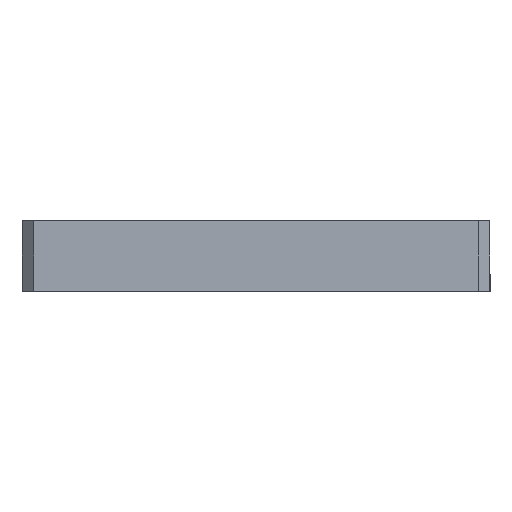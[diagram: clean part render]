
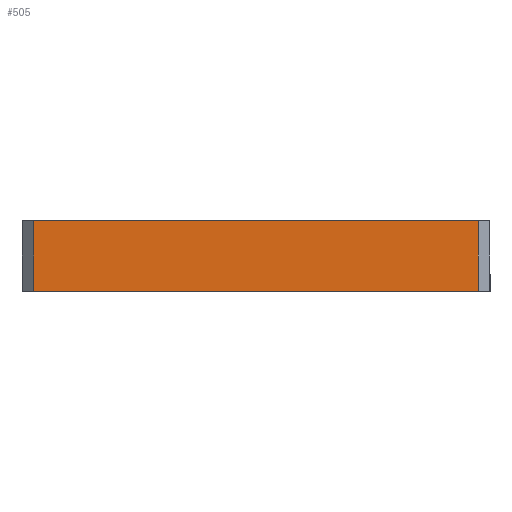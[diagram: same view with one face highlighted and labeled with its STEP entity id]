
A CAD part, left-side view. The second image highlights one B-rep face of the part: STEP entity #505.
In plain terms, the highlighted planar face has unit normal (-1, 0, 0).
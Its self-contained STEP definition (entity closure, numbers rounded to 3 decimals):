
#1 = VERTEX_POINT ( 'NONE', #99 ) ;
#12 = EDGE_LOOP ( 'NONE', ( #86, #90, #36, #88 ) ) ;
#15 = VERTEX_POINT ( 'NONE', #112 ) ;
#31 = VERTEX_POINT ( 'NONE', #94 ) ;
#32 = VERTEX_POINT ( 'NONE', #96 ) ;
#36 = ORIENTED_EDGE ( 'NONE', *, *, #499, .F. ) ;
#86 = ORIENTED_EDGE ( 'NONE', *, *, #492, .T. ) ;
#88 = ORIENTED_EDGE ( 'NONE', *, *, #382, .T. ) ;
#90 = ORIENTED_EDGE ( 'NONE', *, *, #488, .T. ) ;
#94 = CARTESIAN_POINT ( 'NONE',  ( -106.5, -9.5, 0. ) ) ;
#96 = CARTESIAN_POINT ( 'NONE',  ( -106.5, -9.5, 3. ) ) ;
#99 = CARTESIAN_POINT ( 'NONE',  ( -106.5, 9.5, 3. ) ) ;
#112 = CARTESIAN_POINT ( 'NONE',  ( -106.5, 9.5, 0. ) ) ;
#135 = LINE ( 'NONE', #136, #411 ) ;
#136 = CARTESIAN_POINT ( 'NONE',  ( -106.5, 9.5, 3. ) ) ;
#137 = DIRECTION ( 'NONE',  ( 0., 0., -1. ) ) ;
#209 = DIRECTION ( 'NONE',  ( 0., 0., 1. ) ) ;
#217 = DIRECTION ( 'NONE',  ( 0., -1., 0. ) ) ;
#224 = LINE ( 'NONE', #225, #461 ) ;
#225 = CARTESIAN_POINT ( 'NONE',  ( -106.5, 10., 0. ) ) ;
#228 = LINE ( 'NONE', #229, #407 ) ;
#229 = CARTESIAN_POINT ( 'NONE',  ( -106.5, -9.5, 3. ) ) ;
#239 = CARTESIAN_POINT ( 'NONE',  ( -106.5, 10., 3. ) ) ;
#245 = CARTESIAN_POINT ( 'NONE',  ( -106.5, 10., 3. ) ) ;
#250 = PLANE ( 'NONE',  #429 ) ;
#251 = FACE_OUTER_BOUND ( 'NONE', #12, .T. ) ;
#260 = DIRECTION ( 'NONE',  ( 0., -1., 0. ) ) ;
#273 = DIRECTION ( 'NONE',  ( 0., 0., -1. ) ) ;
#279 = LINE ( 'NONE', #245, #453 ) ;
#284 = DIRECTION ( 'NONE',  ( 1., 0., 0. ) ) ;
#382 = EDGE_CURVE ( 'NONE', #1, #15, #135, .T. ) ;
#407 = VECTOR ( 'NONE', #209, 1000. ) ;
#411 = VECTOR ( 'NONE', #137, 1000. ) ;
#429 = AXIS2_PLACEMENT_3D ( 'NONE', #239, #284, #273 ) ;
#453 = VECTOR ( 'NONE', #260, 1000. ) ;
#461 = VECTOR ( 'NONE', #217, 1000. ) ;
#488 = EDGE_CURVE ( 'NONE', #31, #32, #228, .T. ) ;
#492 = EDGE_CURVE ( 'NONE', #15, #31, #224, .T. ) ;
#499 = EDGE_CURVE ( 'NONE', #1, #32, #279, .T. ) ;
#505 = ADVANCED_FACE ( 'NONE', ( #251 ), #250, .F. ) ;
